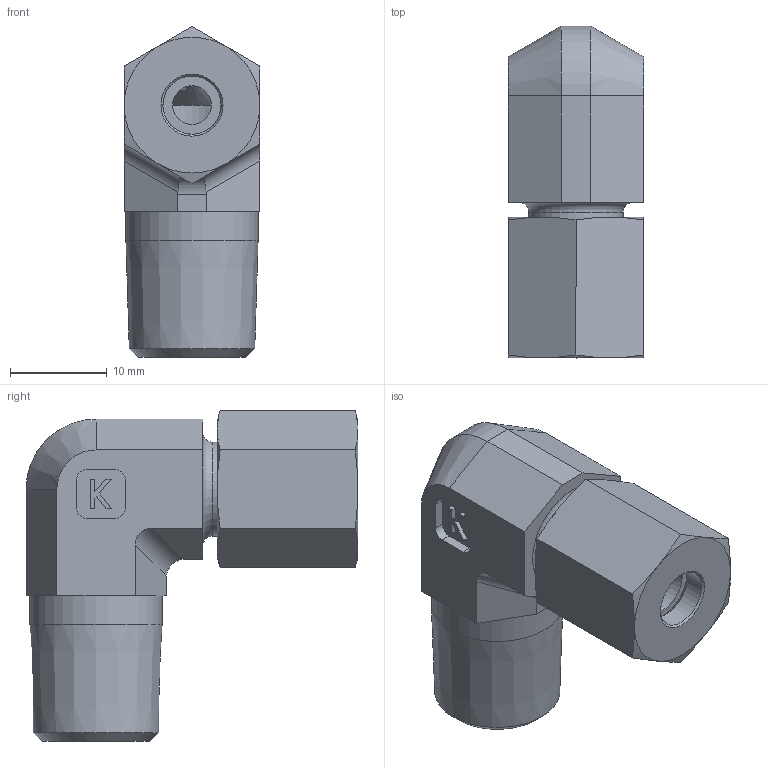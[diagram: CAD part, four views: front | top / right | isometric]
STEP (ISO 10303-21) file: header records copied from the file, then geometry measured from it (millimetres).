
FILE_DESCRIPTION((''),'2;1');
FILE_NAME('24002062812.stp','2014-08-26T10:53:20',(''),('KNOMI spol. s r. o.'),'Autodesk Inventor 2012','Autodesk Inventor 2012','');
FILE_SCHEMA(('AUTOMOTIVE_DESIGN { 1 2 10303 214 0 1 1 1 }'));
Length unit declared in the file: millimetre
Products named in the file (4): LHCR2K 6LRkuž R1/4/M12x1; 23002 062812; 3910612; 40106
Assembly tree (3 placements, depth 2):
  LHCR2K 6LRkuž R1/4/M12x1
    23002 062812
    3910612
    40106
Bounding box: 14 x 34.22 x 34.08 mm (x, y, z)
Volume: 6563.9 mm3; surface area: 5035.1 mm2
Topology: 3 solids, 3 shells, 97 faces, 238 edges, 157 vertices
Faces by surface type: plane 47, cone 28, cylinder 19, torus 3
Full cylindrical faces by diameter (mm): 4 x1, 6 x3, 8 x2, 9.7 x1, 10 x1, 10.376 x1, 12 x1, 13.626 x1
Entity records: 2877 total; most frequent: CARTESIAN_POINT 545, DIRECTION 448, ORIENTED_EDGE 388, EDGE_CURVE 194, AXIS2_PLACEMENT_3D 170, VERTEX_POINT 135, EDGE_LOOP 135, VECTOR 108
